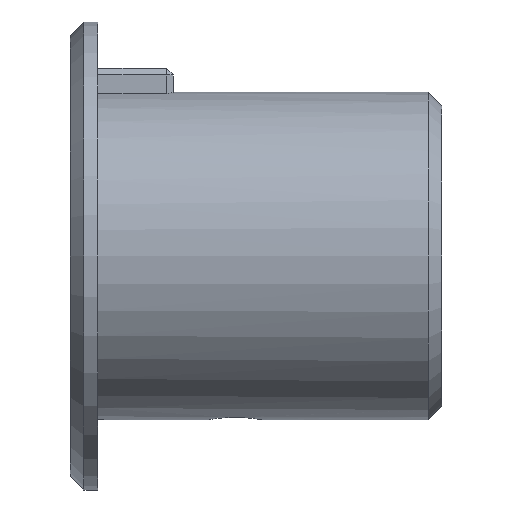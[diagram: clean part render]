
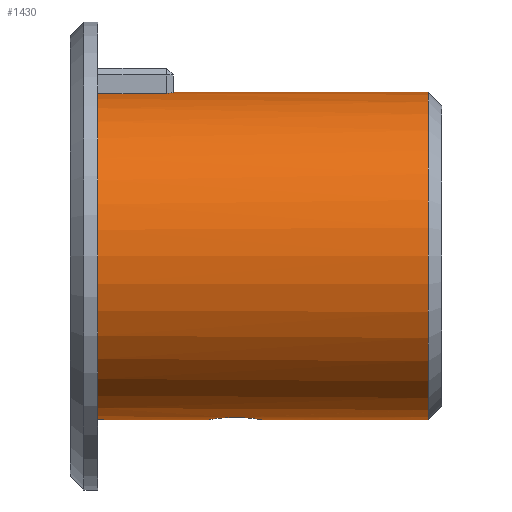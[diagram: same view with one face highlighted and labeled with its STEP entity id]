
A CAD part, left-side view. The second image highlights one B-rep face of the part: STEP entity #1430.
In plain terms, the highlighted cylindrical face has radius 11.9 mm (diameter 23.8 mm), a full revolution.
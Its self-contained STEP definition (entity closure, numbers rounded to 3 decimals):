
#23=FACE_BOUND('',#276,.T.);
#30=CIRCLE('',#1530,11.9);
#31=CIRCLE('',#1532,11.9);
#32=CIRCLE('',#1533,11.9);
#33=CIRCLE('',#1534,11.9);
#36=CYLINDRICAL_SURFACE('',#1531,11.9);
#77=B_SPLINE_CURVE_WITH_KNOTS('',3,(#2306,#2307,#2308,#2309,#2310,#2311,
#2312,#2313,#2314,#2315),.UNSPECIFIED.,.F.,.F.,(4,2,2,2,4),(0.302,
0.377,0.453,0.528,0.604),
 .UNSPECIFIED.);
#78=B_SPLINE_CURVE_WITH_KNOTS('',3,(#2317,#2318,#2319,#2320,#2321,#2322,
#2323,#2324,#2325,#2326),.UNSPECIFIED.,.F.,.F.,(4,2,2,2,4),(0.604,
0.679,0.755,0.83,0.906),
 .UNSPECIFIED.);
#79=B_SPLINE_CURVE_WITH_KNOTS('',3,(#2327,#2328,#2329,#2330,#2331,#2332,
#2333,#2334,#2335,#2336,#2337,#2338,#2339,#2340,#2341,#2342,#2343,#2344,
#2345),.UNSPECIFIED.,.F.,.F.,(4,2,2,2,3,2,2,2,4),(0.906,0.981,
1.057,1.132,1.208,1.283,1.359,
1.434,1.51),.UNSPECIFIED.);
#168=ELLIPSE('',#1514,16.829,11.9);
#169=ELLIPSE('',#1517,16.829,11.9);
#187=FACE_OUTER_BOUND('',#275,.T.);
#275=EDGE_LOOP('',(#1058,#1059,#1060,#1061,#1062,#1063,#1064,#1065,#1066,
#1067));
#276=EDGE_LOOP('',(#1068,#1069,#1070));
#362=LINE('',#1829,#481);
#387=LINE('',#2298,#506);
#388=LINE('',#2302,#507);
#481=VECTOR('',#1603,10.);
#506=VECTOR('',#1652,11.9);
#507=VECTOR('',#1657,10.);
#591=VERTEX_POINT('',#1811);
#592=VERTEX_POINT('',#1812);
#593=VERTEX_POINT('',#1820);
#594=VERTEX_POINT('',#1821);
#595=VERTEX_POINT('',#1828);
#655=VERTEX_POINT('',#2293);
#656=VERTEX_POINT('',#2297);
#657=VERTEX_POINT('',#2301);
#658=VERTEX_POINT('',#2304);
#659=VERTEX_POINT('',#2305);
#660=VERTEX_POINT('',#2316);
#736=EDGE_CURVE('',#591,#592,#168,.F.);
#741=EDGE_CURVE('',#593,#594,#169,.F.);
#745=EDGE_CURVE('',#595,#594,#362,.T.);
#813=EDGE_CURVE('',#655,#655,#30,.T.);
#814=EDGE_CURVE('',#655,#656,#387,.T.);
#815=EDGE_CURVE('',#595,#656,#31,.T.);
#816=EDGE_CURVE('',#593,#592,#32,.T.);
#817=EDGE_CURVE('',#591,#657,#388,.T.);
#818=EDGE_CURVE('',#656,#657,#33,.T.);
#819=EDGE_CURVE('',#658,#659,#77,.T.);
#820=EDGE_CURVE('',#659,#660,#78,.T.);
#821=EDGE_CURVE('',#660,#658,#79,.T.);
#1058=ORIENTED_EDGE('',*,*,#813,.F.);
#1059=ORIENTED_EDGE('',*,*,#814,.T.);
#1060=ORIENTED_EDGE('',*,*,#815,.F.);
#1061=ORIENTED_EDGE('',*,*,#745,.T.);
#1062=ORIENTED_EDGE('',*,*,#741,.F.);
#1063=ORIENTED_EDGE('',*,*,#816,.T.);
#1064=ORIENTED_EDGE('',*,*,#736,.F.);
#1065=ORIENTED_EDGE('',*,*,#817,.T.);
#1066=ORIENTED_EDGE('',*,*,#818,.F.);
#1067=ORIENTED_EDGE('',*,*,#814,.F.);
#1068=ORIENTED_EDGE('',*,*,#819,.T.);
#1069=ORIENTED_EDGE('',*,*,#820,.T.);
#1070=ORIENTED_EDGE('',*,*,#821,.T.);
#1430=ADVANCED_FACE('',(#187,#23),#36,.T.);
#1514=AXIS2_PLACEMENT_3D('',#1813,#1584,#1585);
#1517=AXIS2_PLACEMENT_3D('',#1822,#1594,#1595);
#1530=AXIS2_PLACEMENT_3D('',#2295,#1648,#1649);
#1531=AXIS2_PLACEMENT_3D('',#2296,#1650,#1651);
#1532=AXIS2_PLACEMENT_3D('',#2299,#1653,#1654);
#1533=AXIS2_PLACEMENT_3D('',#2300,#1655,#1656);
#1534=AXIS2_PLACEMENT_3D('',#2303,#1658,#1659);
#1584=DIRECTION('center_axis',(-0.707,-0.707,0.));
#1585=DIRECTION('ref_axis',(0.707,-0.707,0.));
#1594=DIRECTION('center_axis',(0.707,-0.707,0.));
#1595=DIRECTION('ref_axis',(0.707,0.707,0.));
#1603=DIRECTION('',(0.,-1.,0.));
#1648=DIRECTION('center_axis',(0.,-1.,0.));
#1649=DIRECTION('ref_axis',(1.,0.,0.));
#1650=DIRECTION('center_axis',(0.,-1.,0.));
#1651=DIRECTION('ref_axis',(1.,0.,0.));
#1652=DIRECTION('',(0.,1.,0.));
#1653=DIRECTION('center_axis',(0.,1.,0.));
#1654=DIRECTION('ref_axis',(1.,0.,0.));
#1655=DIRECTION('center_axis',(0.,-1.,0.));
#1656=DIRECTION('ref_axis',(1.,0.,0.));
#1657=DIRECTION('',(0.,1.,0.));
#1658=DIRECTION('center_axis',(0.,1.,0.));
#1659=DIRECTION('ref_axis',(1.,0.,0.));
#1811=CARTESIAN_POINT('',(-30.218,34.645,102.128));
#1812=CARTESIAN_POINT('',(-29.718,34.145,102.181));
#1813=CARTESIAN_POINT('Origin',(-28.718,33.145,90.323));
#1820=CARTESIAN_POINT('',(-27.718,34.145,102.181));
#1821=CARTESIAN_POINT('',(-27.218,34.645,102.128));
#1822=CARTESIAN_POINT('Origin',(-28.718,33.145,90.323));
#1828=CARTESIAN_POINT('',(-27.218,39.645,102.128));
#1829=CARTESIAN_POINT('',(-27.218,39.645,102.128));
#2293=CARTESIAN_POINT('',(-40.618,15.645,90.323));
#2295=CARTESIAN_POINT('Origin',(-28.718,15.645,90.323));
#2296=CARTESIAN_POINT('Origin',(-28.718,39.645,90.323));
#2297=CARTESIAN_POINT('',(-40.618,39.645,90.323));
#2298=CARTESIAN_POINT('',(-40.618,39.645,90.323));
#2299=CARTESIAN_POINT('Origin',(-28.718,39.645,90.323));
#2300=CARTESIAN_POINT('Origin',(-28.718,34.145,90.323));
#2301=CARTESIAN_POINT('',(-30.218,39.645,102.128));
#2302=CARTESIAN_POINT('',(-30.218,39.645,102.128));
#2303=CARTESIAN_POINT('Origin',(-28.718,39.645,90.323));
#2304=CARTESIAN_POINT('',(-28.718,27.645,78.423));
#2305=CARTESIAN_POINT('',(-26.718,29.645,78.592));
#2306=CARTESIAN_POINT('Ctrl Pts',(-28.718,27.645,78.423));
#2307=CARTESIAN_POINT('Ctrl Pts',(-28.466,27.645,78.423));
#2308=CARTESIAN_POINT('Ctrl Pts',(-28.198,27.696,78.431));
#2309=CARTESIAN_POINT('Ctrl Pts',(-27.705,27.9,78.463));
#2310=CARTESIAN_POINT('Ctrl Pts',(-27.481,28.054,78.486));
#2311=CARTESIAN_POINT('Ctrl Pts',(-27.126,28.408,78.528));
#2312=CARTESIAN_POINT('Ctrl Pts',(-26.972,28.633,78.551));
#2313=CARTESIAN_POINT('Ctrl Pts',(-26.768,29.125,78.583));
#2314=CARTESIAN_POINT('Ctrl Pts',(-26.718,29.393,78.592));
#2315=CARTESIAN_POINT('Ctrl Pts',(-26.718,29.645,78.592));
#2316=CARTESIAN_POINT('',(-28.718,31.645,78.423));
#2317=CARTESIAN_POINT('Ctrl Pts',(-26.718,29.645,78.592));
#2318=CARTESIAN_POINT('Ctrl Pts',(-26.718,29.897,78.592));
#2319=CARTESIAN_POINT('Ctrl Pts',(-26.768,30.165,78.583));
#2320=CARTESIAN_POINT('Ctrl Pts',(-26.972,30.657,78.551));
#2321=CARTESIAN_POINT('Ctrl Pts',(-27.126,30.882,78.528));
#2322=CARTESIAN_POINT('Ctrl Pts',(-27.481,31.237,78.486));
#2323=CARTESIAN_POINT('Ctrl Pts',(-27.705,31.39,78.463));
#2324=CARTESIAN_POINT('Ctrl Pts',(-28.198,31.595,78.431));
#2325=CARTESIAN_POINT('Ctrl Pts',(-28.466,31.645,78.423));
#2326=CARTESIAN_POINT('Ctrl Pts',(-28.718,31.645,78.423));
#2327=CARTESIAN_POINT('Ctrl Pts',(-28.718,31.645,78.423));
#2328=CARTESIAN_POINT('Ctrl Pts',(-28.969,31.645,78.423));
#2329=CARTESIAN_POINT('Ctrl Pts',(-29.238,31.595,78.431));
#2330=CARTESIAN_POINT('Ctrl Pts',(-29.73,31.39,78.463));
#2331=CARTESIAN_POINT('Ctrl Pts',(-29.955,31.237,78.486));
#2332=CARTESIAN_POINT('Ctrl Pts',(-30.309,30.882,78.528));
#2333=CARTESIAN_POINT('Ctrl Pts',(-30.463,30.657,78.551));
#2334=CARTESIAN_POINT('Ctrl Pts',(-30.667,30.165,78.583));
#2335=CARTESIAN_POINT('Ctrl Pts',(-30.718,29.897,78.592));
#2336=CARTESIAN_POINT('Ctrl Pts',(-30.718,29.645,78.592));
#2337=CARTESIAN_POINT('Ctrl Pts',(-30.718,29.393,78.592));
#2338=CARTESIAN_POINT('Ctrl Pts',(-30.667,29.125,78.583));
#2339=CARTESIAN_POINT('Ctrl Pts',(-30.463,28.633,78.551));
#2340=CARTESIAN_POINT('Ctrl Pts',(-30.309,28.408,78.528));
#2341=CARTESIAN_POINT('Ctrl Pts',(-29.955,28.054,78.486));
#2342=CARTESIAN_POINT('Ctrl Pts',(-29.73,27.9,78.463));
#2343=CARTESIAN_POINT('Ctrl Pts',(-29.238,27.696,78.431));
#2344=CARTESIAN_POINT('Ctrl Pts',(-28.969,27.645,78.423));
#2345=CARTESIAN_POINT('Ctrl Pts',(-28.718,27.645,78.423));
